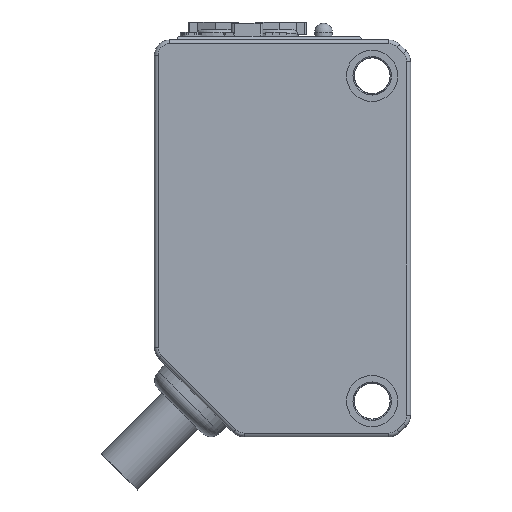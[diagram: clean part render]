
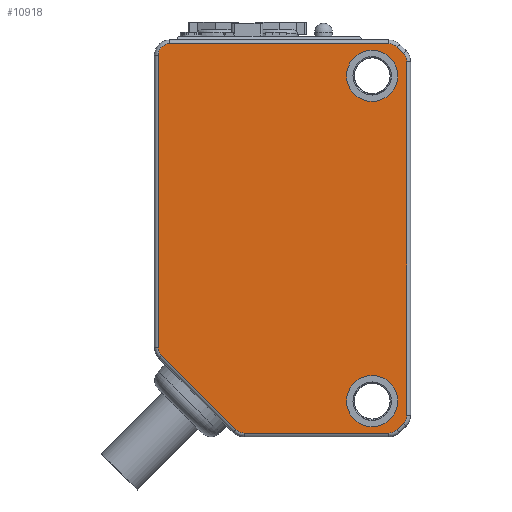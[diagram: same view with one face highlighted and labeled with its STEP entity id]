
A CAD part, front view. The second image highlights one B-rep face of the part: STEP entity #10918.
In plain terms, the highlighted planar face has unit normal (0, -1, 0).
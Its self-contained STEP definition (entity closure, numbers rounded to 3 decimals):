
#585=DIRECTION('',(0.,0.,-1.));
#586=VECTOR('',#585,22.803);
#587=CARTESIAN_POINT('',(-22.114,0.,-2.6));
#588=LINE('',#587,#586);
#608=DIRECTION('',(-1.,0.,0.));
#609=VECTOR('',#608,17.103);
#610=CARTESIAN_POINT('',(-4.111,0.,-1.7));
#611=LINE('',#610,#609);
#740=DIRECTION('',(0.,0.,1.));
#741=VECTOR('',#740,27.606);
#742=CARTESIAN_POINT('',(-2.714,0.,-30.703));
#743=LINE('',#742,#741);
#778=CARTESIAN_POINT('',(-3.614,0.,-30.703));
#779=DIRECTION('',(0.,1.,0.));
#780=DIRECTION('',(1.,0.,0.));
#781=AXIS2_PLACEMENT_3D('',#778,#779,#780);
#783=DIRECTION('',(-0.707,0.,-0.707));
#784=VECTOR('',#783,0.703);
#785=CARTESIAN_POINT('',(-2.978,0.,-31.339));
#786=LINE('',#785,#784);
#787=CARTESIAN_POINT('',(-4.111,0.,-31.2));
#788=DIRECTION('',(0.,1.,0.));
#789=DIRECTION('',(0.707,0.,-0.707));
#790=AXIS2_PLACEMENT_3D('',#787,#788,#789);
#792=CARTESIAN_POINT('',(-15.417,0.,-31.2));
#793=DIRECTION('',(0.,1.,0.));
#794=DIRECTION('',(0.,0.,-1.));
#795=AXIS2_PLACEMENT_3D('',#792,#793,#794);
#797=DIRECTION('',(-0.707,0.,0.707));
#798=VECTOR('',#797,8.198);
#799=CARTESIAN_POINT('',(-16.053,0.,-31.836));
#800=LINE('',#799,#798);
#801=CARTESIAN_POINT('',(-21.214,0.,-25.403));
#802=DIRECTION('',(0.,1.,0.));
#803=DIRECTION('',(-0.707,0.,-0.707));
#804=AXIS2_PLACEMENT_3D('',#801,#802,#803);
#806=CARTESIAN_POINT('',(-21.214,0.,-2.6));
#807=DIRECTION('',(0.,1.,0.));
#808=DIRECTION('',(-1.,0.,0.));
#809=AXIS2_PLACEMENT_3D('',#806,#807,#808);
#811=CARTESIAN_POINT('',(-4.111,0.,-2.6));
#812=DIRECTION('',(0.,1.,0.));
#813=DIRECTION('',(0.,0.,1.));
#814=AXIS2_PLACEMENT_3D('',#811,#812,#813);
#816=DIRECTION('',(0.707,0.,-0.707));
#817=VECTOR('',#816,0.703);
#818=CARTESIAN_POINT('',(-3.475,0.,-1.964));
#819=LINE('',#818,#817);
#820=CARTESIAN_POINT('',(-3.614,0.,-3.097));
#821=DIRECTION('',(0.,1.,0.));
#822=DIRECTION('',(0.707,0.,0.707));
#823=AXIS2_PLACEMENT_3D('',#820,#821,#822);
#825=CARTESIAN_POINT('',(-5.414,0.,-4.2));
#826=DIRECTION('',(0.,-1.,0.));
#827=DIRECTION('',(1.,0.,0.));
#828=AXIS2_PLACEMENT_3D('',#825,#826,#827);
#830=CARTESIAN_POINT('',(-5.414,0.,-4.2));
#831=DIRECTION('',(0.,-1.,0.));
#832=DIRECTION('',(-1.,0.,0.));
#833=AXIS2_PLACEMENT_3D('',#830,#831,#832);
#835=CARTESIAN_POINT('',(-5.414,0.,-29.6));
#836=DIRECTION('',(0.,-1.,0.));
#837=DIRECTION('',(1.,0.,0.));
#838=AXIS2_PLACEMENT_3D('',#835,#836,#837);
#840=CARTESIAN_POINT('',(-5.414,0.,-29.6));
#841=DIRECTION('',(0.,-1.,0.));
#842=DIRECTION('',(-1.,0.,0.));
#843=AXIS2_PLACEMENT_3D('',#840,#841,#842);
#849=DIRECTION('',(1.,0.,0.));
#850=VECTOR('',#849,11.306);
#851=CARTESIAN_POINT('',(-15.417,0.,-32.1));
#852=LINE('',#851,#850);
#8930=CARTESIAN_POINT('',(-21.85,0.,-26.039));
#8931=VERTEX_POINT('',#8930);
#8932=CARTESIAN_POINT('',(-16.053,0.,-31.836));
#8933=VERTEX_POINT('',#8932);
#8934=CARTESIAN_POINT('',(-22.114,0.,-25.403));
#8935=VERTEX_POINT('',#8934);
#8936=CARTESIAN_POINT('',(-22.114,0.,-2.6));
#8937=VERTEX_POINT('',#8936);
#8938=CARTESIAN_POINT('',(-21.214,0.,-1.7));
#8939=VERTEX_POINT('',#8938);
#8940=CARTESIAN_POINT('',(-4.111,0.,-1.7));
#8941=VERTEX_POINT('',#8940);
#8942=CARTESIAN_POINT('',(-3.475,0.,-1.964));
#8943=VERTEX_POINT('',#8942);
#8946=CARTESIAN_POINT('',(-2.978,0.,-2.461));
#8947=VERTEX_POINT('',#8946);
#8980=CARTESIAN_POINT('',(-2.714,0.,-3.097));
#8981=VERTEX_POINT('',#8980);
#8982=CARTESIAN_POINT('',(-2.714,0.,-30.703));
#8983=VERTEX_POINT('',#8982);
#8984=CARTESIAN_POINT('',(-2.978,0.,-31.339));
#8985=VERTEX_POINT('',#8984);
#8986=CARTESIAN_POINT('',(-3.475,0.,-31.836));
#8987=VERTEX_POINT('',#8986);
#8988=CARTESIAN_POINT('',(-4.111,0.,-32.1));
#8989=VERTEX_POINT('',#8988);
#8992=CARTESIAN_POINT('',(-15.417,0.,-32.1));
#8993=VERTEX_POINT('',#8992);
#8994=CARTESIAN_POINT('',(-3.414,0.,-4.2));
#8995=CARTESIAN_POINT('',(-7.414,0.,-4.2));
#8996=VERTEX_POINT('',#8994);
#8997=VERTEX_POINT('',#8995);
#8998=CARTESIAN_POINT('',(-3.414,0.,-29.6));
#8999=CARTESIAN_POINT('',(-7.414,0.,-29.6));
#9000=VERTEX_POINT('',#8998);
#9001=VERTEX_POINT('',#8999);
#10883=CARTESIAN_POINT('',(-12.414,0.,-16.9));
#10884=DIRECTION('',(0.,1.,0.));
#10885=DIRECTION('',(-1.,0.,0.));
#10886=AXIS2_PLACEMENT_3D('',#10883,#10884,#10885);
#10887=PLANE('',#10886);
#10888=ORIENTED_EDGE('',*,*,#10835,.F.);
#10889=ORIENTED_EDGE('',*,*,#10849,.T.);
#10890=ORIENTED_EDGE('',*,*,#10863,.T.);
#10891=ORIENTED_EDGE('',*,*,#10873,.T.);
#10893=ORIENTED_EDGE('',*,*,#10892,.F.);
#10895=ORIENTED_EDGE('',*,*,#10894,.T.);
#10896=ORIENTED_EDGE('',*,*,#10563,.T.);
#10897=ORIENTED_EDGE('',*,*,#10578,.T.);
#10898=ORIENTED_EDGE('',*,*,#10594,.F.);
#10899=ORIENTED_EDGE('',*,*,#10608,.T.);
#10900=ORIENTED_EDGE('',*,*,#10622,.F.);
#10901=ORIENTED_EDGE('',*,*,#10636,.T.);
#10902=ORIENTED_EDGE('',*,*,#10650,.T.);
#10903=ORIENTED_EDGE('',*,*,#10821,.T.);
#10904=EDGE_LOOP('',(#10888,#10889,#10890,#10891,#10893,#10895,#10896,#10897,
#10898,#10899,#10900,#10901,#10902,#10903));
#10905=FACE_OUTER_BOUND('',#10904,.F.);
#10907=ORIENTED_EDGE('',*,*,#10906,.T.);
#10909=ORIENTED_EDGE('',*,*,#10908,.T.);
#10910=EDGE_LOOP('',(#10907,#10909));
#10911=FACE_BOUND('',#10910,.F.);
#10913=ORIENTED_EDGE('',*,*,#10912,.T.);
#10915=ORIENTED_EDGE('',*,*,#10914,.T.);
#10916=EDGE_LOOP('',(#10913,#10915));
#10917=FACE_BOUND('',#10916,.F.);
#10918=ADVANCED_FACE('',(#10905,#10911,#10917),#10887,.F.);
#782=CIRCLE('',#781,0.9);
#791=CIRCLE('',#790,0.9);
#796=CIRCLE('',#795,0.9);
#805=CIRCLE('',#804,0.9);
#810=CIRCLE('',#809,0.9);
#815=CIRCLE('',#814,0.9);
#824=CIRCLE('',#823,0.9);
#829=CIRCLE('',#828,2.);
#834=CIRCLE('',#833,2.);
#839=CIRCLE('',#838,2.);
#844=CIRCLE('',#843,2.);
#10563=EDGE_CURVE('',#8933,#8931,#800,.T.);
#10578=EDGE_CURVE('',#8931,#8935,#805,.T.);
#10594=EDGE_CURVE('',#8937,#8935,#588,.T.);
#10608=EDGE_CURVE('',#8937,#8939,#810,.T.);
#10622=EDGE_CURVE('',#8941,#8939,#611,.T.);
#10636=EDGE_CURVE('',#8941,#8943,#815,.T.);
#10650=EDGE_CURVE('',#8943,#8947,#819,.T.);
#10821=EDGE_CURVE('',#8947,#8981,#824,.T.);
#10835=EDGE_CURVE('',#8983,#8981,#743,.T.);
#10849=EDGE_CURVE('',#8983,#8985,#782,.T.);
#10863=EDGE_CURVE('',#8985,#8987,#786,.T.);
#10873=EDGE_CURVE('',#8987,#8989,#791,.T.);
#10892=EDGE_CURVE('',#8993,#8989,#852,.T.);
#10894=EDGE_CURVE('',#8993,#8933,#796,.T.);
#10906=EDGE_CURVE('',#8996,#8997,#829,.T.);
#10908=EDGE_CURVE('',#8997,#8996,#834,.T.);
#10912=EDGE_CURVE('',#9000,#9001,#839,.T.);
#10914=EDGE_CURVE('',#9001,#9000,#844,.T.);
